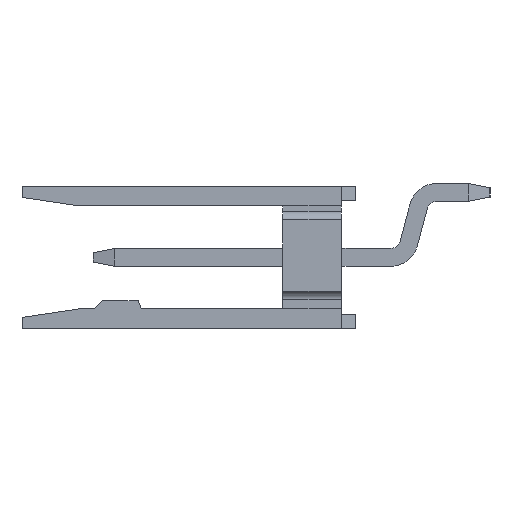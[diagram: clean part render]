
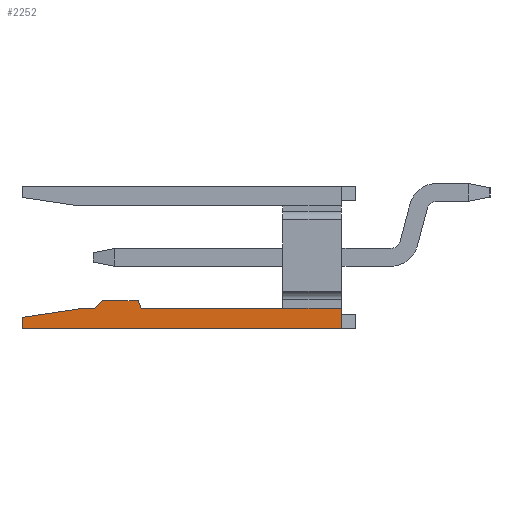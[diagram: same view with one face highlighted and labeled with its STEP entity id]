
A CAD part, left-side view. The second image highlights one B-rep face of the part: STEP entity #2252.
In plain terms, the highlighted planar face has unit normal (-1, 0, 0).
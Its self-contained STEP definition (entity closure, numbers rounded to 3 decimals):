
#54=CARTESIAN_POINT('',(-11.35,-1.05,-1.81));
#55=VERTEX_POINT('',#54);
#62=CARTESIAN_POINT('',(-11.35,-1.05,-2.54));
#63=VERTEX_POINT('',#62);
#64=CARTESIAN_POINT('',(-11.35,-1.05,-1.81));
#65=DIRECTION('',(0.,0.,-1.));
#66=VECTOR('',#65,0.73);
#67=LINE('',#64,#66);
#68=EDGE_CURVE('',#55,#63,#67,.T.);
#2155=CARTESIAN_POINT('',(-11.35,1.05,-1.81));
#2156=VERTEX_POINT('',#2155);
#2163=CARTESIAN_POINT('',(-11.35,1.05,-1.81));
#2164=DIRECTION('',(0.,-1.,0.));
#2165=VECTOR('',#2164,2.1);
#2166=LINE('',#2163,#2165);
#2167=EDGE_CURVE('',#2156,#55,#2166,.T.);
#2173=CARTESIAN_POINT('',(-11.35,4.65,-2.04));
#2174=DIRECTION('',(0.,0.,-1.));
#2175=DIRECTION('',(-1.,-0.,-0.));
#2176=AXIS2_PLACEMENT_3D('',#2173,#2175,#2174);
#2177=PLANE('',#2176);
#2178=CARTESIAN_POINT('',(-11.35,7.75,-1.84));
#2179=VERTEX_POINT('',#2178);
#2180=CARTESIAN_POINT('',(-11.35,8.35,-1.84));
#2181=VERTEX_POINT('',#2180);
#2182=CARTESIAN_POINT('',(-11.35,7.75,-1.84));
#2183=DIRECTION('',(0.,1.,0.));
#2184=VECTOR('',#2183,0.6);
#2185=LINE('',#2182,#2184);
#2186=EDGE_CURVE('',#2179,#2181,#2185,.T.);
#2187=ORIENTED_EDGE('',*,*,#2186,.T.);
#2188=CARTESIAN_POINT('',(-11.35,10.35,-2.14));
#2189=VERTEX_POINT('',#2188);
#2190=CARTESIAN_POINT('',(-11.35,8.35,-1.84));
#2191=DIRECTION('',(0.,0.989,-0.148));
#2192=VECTOR('',#2191,2.022);
#2193=LINE('',#2190,#2192);
#2194=EDGE_CURVE('',#2181,#2189,#2193,.T.);
#2195=ORIENTED_EDGE('',*,*,#2194,.T.);
#2196=CARTESIAN_POINT('',(-11.35,10.35,-2.54));
#2197=VERTEX_POINT('',#2196);
#2198=CARTESIAN_POINT('',(-11.35,10.35,-2.14));
#2199=DIRECTION('',(0.,0.,-1.));
#2200=VECTOR('',#2199,0.4);
#2201=LINE('',#2198,#2200);
#2202=EDGE_CURVE('',#2189,#2197,#2201,.T.);
#2203=ORIENTED_EDGE('',*,*,#2202,.T.);
#2204=CARTESIAN_POINT('',(-11.35,10.35,-2.54));
#2205=DIRECTION('',(0.,-1.,0.));
#2206=VECTOR('',#2205,11.4);
#2207=LINE('',#2204,#2206);
#2208=EDGE_CURVE('',#2197,#63,#2207,.T.);
#2209=ORIENTED_EDGE('',*,*,#2208,.T.);
#2210=ORIENTED_EDGE('',*,*,#68,.F.);
#2211=ORIENTED_EDGE('',*,*,#2167,.F.);
#2212=CARTESIAN_POINT('',(-11.35,1.05,-1.84));
#2213=VERTEX_POINT('',#2212);
#2214=CARTESIAN_POINT('',(-11.35,1.05,-1.81));
#2215=DIRECTION('',(0.,0.,-1.));
#2216=VECTOR('',#2215,0.03);
#2217=LINE('',#2214,#2216);
#2218=EDGE_CURVE('',#2156,#2213,#2217,.T.);
#2219=ORIENTED_EDGE('',*,*,#2218,.T.);
#2220=CARTESIAN_POINT('',(-11.35,6.1,-1.84));
#2221=VERTEX_POINT('',#2220);
#2222=CARTESIAN_POINT('',(-11.35,1.05,-1.84));
#2223=DIRECTION('',(0.,1.,0.));
#2224=VECTOR('',#2223,5.05);
#2225=LINE('',#2222,#2224);
#2226=EDGE_CURVE('',#2213,#2221,#2225,.T.);
#2227=ORIENTED_EDGE('',*,*,#2226,.T.);
#2228=CARTESIAN_POINT('',(-11.35,6.203,-1.54));
#2229=VERTEX_POINT('',#2228);
#2230=CARTESIAN_POINT('',(-11.35,6.1,-1.84));
#2231=DIRECTION('',(0.,0.326,0.946));
#2232=VECTOR('',#2231,0.317);
#2233=LINE('',#2230,#2232);
#2234=EDGE_CURVE('',#2221,#2229,#2233,.T.);
#2235=ORIENTED_EDGE('',*,*,#2234,.T.);
#2236=CARTESIAN_POINT('',(-11.35,7.48,-1.54));
#2237=VERTEX_POINT('',#2236);
#2238=CARTESIAN_POINT('',(-11.35,6.203,-1.54));
#2239=DIRECTION('',(0.,1.,0.));
#2240=VECTOR('',#2239,1.277);
#2241=LINE('',#2238,#2240);
#2242=EDGE_CURVE('',#2229,#2237,#2241,.T.);
#2243=ORIENTED_EDGE('',*,*,#2242,.T.);
#2244=CARTESIAN_POINT('',(-11.35,7.48,-1.54));
#2245=DIRECTION('',(0.,0.669,-0.743));
#2246=VECTOR('',#2245,0.404);
#2247=LINE('',#2244,#2246);
#2248=EDGE_CURVE('',#2237,#2179,#2247,.T.);
#2249=ORIENTED_EDGE('',*,*,#2248,.T.);
#2250=EDGE_LOOP('',(#2187,#2195,#2203,#2209,#2210,#2211,#2219,#2227,#2235,#2243,#2249));
#2251=FACE_OUTER_BOUND('',#2250,.T.);
#2252=ADVANCED_FACE('',(#2251),#2177,.T.);
